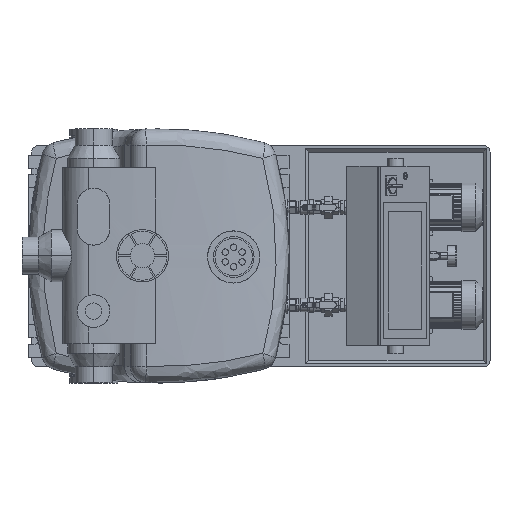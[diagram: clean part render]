
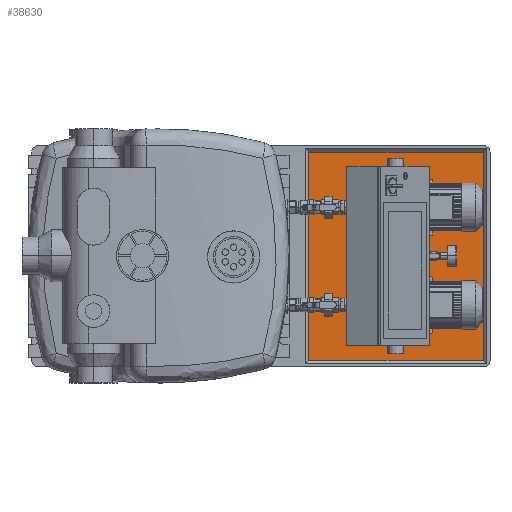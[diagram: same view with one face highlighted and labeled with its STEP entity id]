
A CAD part, top view. The second image highlights one B-rep face of the part: STEP entity #38630.
In plain terms, the highlighted planar face has unit normal (0, 0, 1).
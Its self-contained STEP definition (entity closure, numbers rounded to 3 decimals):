
#38500=CARTESIAN_POINT('',(270.0,320.,80.0));
#38501=VERTEX_POINT('',#38500);
#38510=CARTESIAN_POINT('',(270.0,-320.,80.0));
#38511=VERTEX_POINT('',#38510);
#38512=CARTESIAN_POINT('',(270.0,320.,80.0));
#38513=DIRECTION('',(0.0,-1.0,0.0));
#38514=VECTOR('',#38513,640.);
#38515=LINE('',#38512,#38514);
#38516=EDGE_CURVE('',#38501,#38511,#38515,.T.);
#38549=CARTESIAN_POINT('',(-267.,-320.0,80.0));
#38550=VERTEX_POINT('',#38549);
#38551=CARTESIAN_POINT('',(270.0,-320.,80.0));
#38552=DIRECTION('',(-1.0,0.0,0.0));
#38553=VECTOR('',#38552,537.);
#38554=LINE('',#38551,#38553);
#38555=EDGE_CURVE('',#38511,#38550,#38554,.T.);
#38573=CARTESIAN_POINT('',(-267.,320.,80.0));
#38574=VERTEX_POINT('',#38573);
#38588=CARTESIAN_POINT('',(-267.,-320.0,80.0));
#38589=DIRECTION('',(0.0,1.0,0.0));
#38590=VECTOR('',#38589,640.);
#38591=LINE('',#38588,#38590);
#38592=EDGE_CURVE('',#38550,#38574,#38591,.T.);
#38610=CARTESIAN_POINT('',(-267.,320.,80.0));
#38611=DIRECTION('',(1.0,0.0,0.0));
#38612=VECTOR('',#38611,537.);
#38613=LINE('',#38610,#38612);
#38614=EDGE_CURVE('',#38574,#38501,#38613,.T.);
#38619=CARTESIAN_POINT('',(1.5,0.,80.0));
#38620=DIRECTION('',(0.0,0.0,1.0));
#38621=DIRECTION('',(1.0,0.0,0.0));
#38622=AXIS2_PLACEMENT_3D('',#38619,#38620,#38621);
#38623=PLANE('',#38622);
#38624=ORIENTED_EDGE('',*,*,#38516,.F.);
#38625=ORIENTED_EDGE('',*,*,#38614,.F.);
#38626=ORIENTED_EDGE('',*,*,#38592,.F.);
#38627=ORIENTED_EDGE('',*,*,#38555,.F.);
#38628=EDGE_LOOP('',(#38624,#38625,#38626,#38627));
#38629=FACE_OUTER_BOUND('',#38628,.T.);
#38630=ADVANCED_FACE('',(#38629),#38623,.T.);
